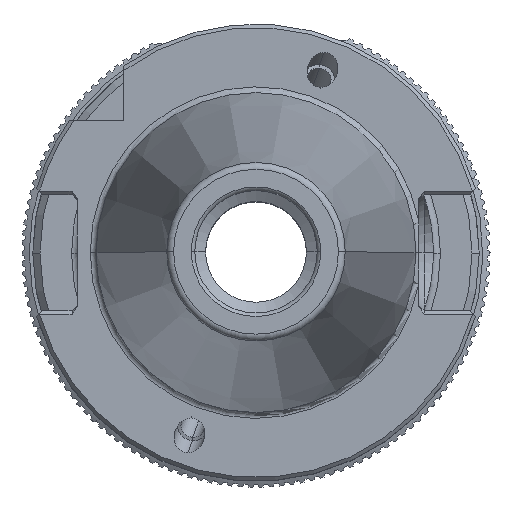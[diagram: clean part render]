
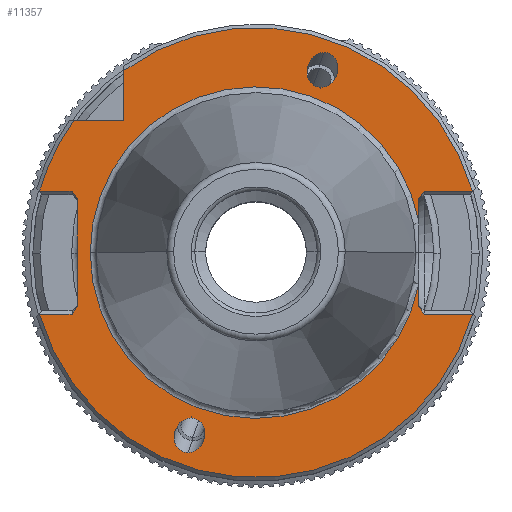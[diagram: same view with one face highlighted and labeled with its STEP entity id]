
A CAD part, top view. The second image highlights one B-rep face of the part: STEP entity #11357.
In plain terms, the highlighted planar face has unit normal (0, 0, 1).
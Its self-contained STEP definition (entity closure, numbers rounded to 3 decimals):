
#4813=EDGE_CURVE('NONE',#8755,#7469,#14220,.T.);
#4849=VERTEX_POINT('NONE',#14258);
#5003=EDGE_CURVE('NONE',#5359,#7305,#14430,.T.);
#5221=EDGE_CURVE('NONE',#5359,#14061,#14668,.T.);
#5359=VERTEX_POINT('NONE',#14815);
#5775=EDGE_CURVE('NONE',#12321,#13163,#15270,.T.);
#6325=VERTEX_POINT('NONE',#15868);
#7073=VERTEX_POINT('NONE',#16677);
#7261=EDGE_CURVE('NONE',#4849,#8503,#16880,.T.);
#7305=VERTEX_POINT('NONE',#16930);
#7469=VERTEX_POINT('NONE',#17107);
#7551=EDGE_CURVE('NONE',#12357,#11805,#17193,.T.);
#7571=EDGE_CURVE('NONE',#10057,#12517,#17213,.T.);
#7841=EDGE_CURVE('NONE',#11805,#14061,#17504,.T.);
#8283=EDGE_CURVE('NONE',#10957,#7469,#17980,.F.);
#8503=VERTEX_POINT('NONE',#18226);
#8617=VERTEX_POINT('NONE',#18348);
#8619=EDGE_CURVE('NONE',#12357,#11597,#18350,.T.);
#8755=VERTEX_POINT('NONE',#18504);
#8903=VERTEX_POINT('NONE',#18671);
#9483=EDGE_CURVE('NONE',#9639,#8617,#19300,.T.);
#9533=EDGE_CURVE('NONE',#12517,#10057,#19356,.F.);
#9545=EDGE_CURVE('NONE',#8755,#7305,#19369,.T.);
#9639=VERTEX_POINT('NONE',#19475);
#9951=EDGE_CURVE('NONE',#4849,#10957,#19811,.F.);
#10057=VERTEX_POINT('NONE',#19925);
#10323=VERTEX_POINT('NONE',#20213);
#10957=VERTEX_POINT('NONE',#20904);
#11111=EDGE_CURVE('NONE',#8617,#6325,#21079,.T.);
#11295=EDGE_CURVE('NONE',#8903,#12057,#21279,.T.);
#11357=ADVANCED_FACE('NONE',(#21345,#21346,#21347),#21348,.T.);
#11429=EDGE_CURVE('NONE',#10323,#7073,#21429,.T.);
#11597=VERTEX_POINT('NONE',#21612);
#11805=VERTEX_POINT('NONE',#21834);
#12057=VERTEX_POINT('NONE',#22111);
#12321=VERTEX_POINT('NONE',#22402);
#12357=VERTEX_POINT('NONE',#22444);
#12471=EDGE_CURVE('NONE',#6325,#7073,#22574,.T.);
#12517=VERTEX_POINT('NONE',#22623);
#12541=EDGE_CURVE('NONE',#11597,#8903,#22649,.T.);
#13163=VERTEX_POINT('NONE',#23335);
#13381=EDGE_CURVE('NONE',#13163,#12321,#23566,.F.);
#13585=EDGE_CURVE('NONE',#12057,#9639,#23786,.T.);
#13587=EDGE_CURVE('NONE',#10323,#8503,#23788,.T.);
#14061=VERTEX_POINT('NONE',#24293);
#14220=LINE('',#24561,#24562);
#14258=CARTESIAN_POINT('',(22.6,-4.403,-3.2));
#14430=LINE('',#24998,#24999);
#14668=CIRCLE('',#25649,31.25);
#14815=CARTESIAN_POINT('',(30.058,8.55,-3.2));
#15270=ELLIPSE('',#27081,2.45,2.1);
#15868=CARTESIAN_POINT('',(-30.058,-8.55,-3.2));
#16677=CARTESIAN_POINT('',(30.058,-8.55,-3.2));
#16880=LINE('',#30961,#30962);
#16930=CARTESIAN_POINT('',(23.35,8.55,-3.2));
#17107=CARTESIAN_POINT('',(22.6,4.403,-3.2));
#17193=LINE('',#31627,#31628);
#17213=ELLIPSE('',#31684,2.45,2.1);
#17504=LINE('',#32359,#32360);
#17980=CIRCLE('',#33452,23.025);
#18226=CARTESIAN_POINT('',(22.6,-7.489,-3.2));
#18348=CARTESIAN_POINT('',(-25.55,-8.55,-3.2));
#18350=CIRCLE('',#34141,31.25);
#18504=CARTESIAN_POINT('',(22.6,7.489,-3.2));
#18671=CARTESIAN_POINT('',(-25.55,8.55,-3.2));
#19300=LINE('',#36131,#36132);
#19356=ELLIPSE('',#36239,2.45,2.1);
#19369=LINE('',#36257,#36258);
#19475=CARTESIAN_POINT('',(-24.8,-7.489,-3.2));
#19811=CIRCLE('',#37168,23.025);
#19925=CARTESIAN_POINT('',(-9.022,-22.96,-3.2));
#20213=CARTESIAN_POINT('',(23.35,-8.55,-3.2));
#20904=CARTESIAN_POINT('',(-23.025,0.,-3.2));
#21079=LINE('',#40076,#40077);
#21279=LINE('',#40531,#40532);
#21345=FACE_OUTER_BOUND('',#40693,.T.);
#21346=FACE_BOUND('',#40694,.T.);
#21347=FACE_BOUND('',#40695,.T.);
#21348=PLANE('',#40696);
#21429=LINE('',#40838,#40839);
#21612=CARTESIAN_POINT('',(-30.058,8.55,-3.2));
#21834=CARTESIAN_POINT('',(-18.35,18.35,-3.2));
#22111=CARTESIAN_POINT('',(-24.8,7.489,-3.2));
#22402=CARTESIAN_POINT('',(9.022,22.96,-3.2));
#22444=CARTESIAN_POINT('',(-25.295,18.35,-3.2));
#22574=CIRCLE('',#43334,31.25);
#22623=CARTESIAN_POINT('',(-9.447,-27.783,-3.2));
#22649=LINE('',#43519,#43520);
#23335=CARTESIAN_POINT('',(9.447,27.783,-3.2));
#23566=ELLIPSE('',#45879,2.45,2.1);
#23786=LINE('',#46390,#46391);
#23788=LINE('',#46394,#46395);
#24293=CARTESIAN_POINT('',(-18.35,25.295,-3.2));
#24561=CARTESIAN_POINT('',(22.6,-26.113,-3.2));
#24562=VECTOR('',#47676,1.0);
#24998=CARTESIAN_POINT('',(62.4,8.55,-3.2));
#24999=VECTOR('',#47903,1.0);
#25649=AXIS2_PLACEMENT_3D('',#48421,#48422,#48423);
#27081=AXIS2_PLACEMENT_3D('',#49048,#49049,#49050);
#30961=CARTESIAN_POINT('',(22.6,-26.113,-3.2));
#30962=VECTOR('',#50536,1.0);
#31627=CARTESIAN_POINT('',(-19.175,18.35,-3.2));
#31628=VECTOR('',#50802,1.0);
#31684=AXIS2_PLACEMENT_3D('',#50813,#50814,#50815);
#32359=CARTESIAN_POINT('',(-18.35,-16.938,-3.2));
#32360=VECTOR('',#51049,1.0);
#33452=AXIS2_PLACEMENT_3D('',#51481,#51482,#51483);
#34141=AXIS2_PLACEMENT_3D('',#51841,#51842,#51843);
#36131=CARTESIAN_POINT('',(-28.39,-12.566,-3.2));
#36132=VECTOR('',#52765,1.0);
#36239=AXIS2_PLACEMENT_3D('',#52834,#52835,#52836);
#36257=CARTESIAN_POINT('',(5.016,-17.379,-3.2));
#36258=VECTOR('',#52852,1.0);
#37168=AXIS2_PLACEMENT_3D('',#53251,#53252,#53253);
#40076=CARTESIAN_POINT('',(-30.6,-8.55,-3.2));
#40077=VECTOR('',#54856,1.0);
#40531=CARTESIAN_POINT('',(-3.771,-22.251,-3.2));
#40532=VECTOR('',#55052,1.0);
#40693=EDGE_LOOP('',(#55110,#55111,#55112,#55113,#55114,#55115,#55116,#55117,#55118,#55119,#55120,#55121,#55122,#55123,#55124,#55125,#55126,#55127));
#40694=EDGE_LOOP('',(#55128,#55129));
#40695=EDGE_LOOP('',(#55130,#55131));
#40696=AXIS2_PLACEMENT_3D('',#55132,#55133,#55134);
#40838=CARTESIAN_POINT('',(62.4,-8.55,-3.2));
#40839=VECTOR('',#55235,1.0);
#43334=AXIS2_PLACEMENT_3D('',#56376,#56377,#56378);
#43519=CARTESIAN_POINT('',(-30.6,8.55,-3.2));
#43520=VECTOR('',#56442,1.0);
#45879=AXIS2_PLACEMENT_3D('',#57471,#57472,#57473);
#46390=CARTESIAN_POINT('',(-24.8,-26.113,-3.2));
#46391=VECTOR('',#57664,1.0);
#46394=CARTESIAN_POINT('',(29.635,-17.438,-3.2));
#46395=VECTOR('',#57665,1.);
#47676=DIRECTION('',(0.,-1.0,0.0));
#47903=DIRECTION('',(-1.0,0.,0.0));
#48421=CARTESIAN_POINT('',(0.0,0.0,-3.2));
#48422=DIRECTION('',(-0.0,0.0,1.0));
#48423=DIRECTION('',(1.0,0.,0.0));
#49048=CARTESIAN_POINT('',(9.235,25.372,-3.2));
#49049=DIRECTION('',(-0.0,0.0,-1.0));
#49050=DIRECTION('',(-0.342,-0.94,0.0));
#50536=DIRECTION('',(0.,-1.0,0.0));
#50802=DIRECTION('',(1.0,0.,0.0));
#50813=CARTESIAN_POINT('',(-9.235,-25.372,-3.2));
#50814=DIRECTION('',(0.0,0.0,-1.0));
#50815=DIRECTION('',(0.342,0.94,0.0));
#51049=DIRECTION('',(0.,1.0,0.0));
#51481=CARTESIAN_POINT('',(0.0,0.0,-3.2));
#51482=DIRECTION('',(-0.0,0.0,1.0));
#51483=DIRECTION('',(0.0,1.0,0.0));
#51841=CARTESIAN_POINT('',(0.0,0.0,-3.2));
#51842=DIRECTION('',(-0.0,0.0,1.0));
#51843=DIRECTION('',(1.0,0.,0.0));
#52765=DIRECTION('',(-0.577,-0.816,0.0));
#52834=CARTESIAN_POINT('',(-9.235,-25.372,-3.2));
#52835=DIRECTION('',(-0.0,0.0,1.0));
#52836=DIRECTION('',(0.342,0.94,0.0));
#52852=DIRECTION('',(0.577,0.816,0.0));
#53251=CARTESIAN_POINT('',(0.0,0.0,-3.2));
#53252=DIRECTION('',(-0.0,0.0,1.0));
#53253=DIRECTION('',(0.0,1.0,0.0));
#54856=DIRECTION('',(-1.0,0.,0.0));
#55052=DIRECTION('',(0.577,-0.816,-0.0));
#55110=ORIENTED_EDGE('',*,*,#11111,.T.);
#55111=ORIENTED_EDGE('',*,*,#12471,.T.);
#55112=ORIENTED_EDGE('',*,*,#11429,.F.);
#55113=ORIENTED_EDGE('',*,*,#13587,.T.);
#55114=ORIENTED_EDGE('',*,*,#7261,.F.);
#55115=ORIENTED_EDGE('',*,*,#9951,.T.);
#55116=ORIENTED_EDGE('',*,*,#8283,.T.);
#55117=ORIENTED_EDGE('',*,*,#4813,.F.);
#55118=ORIENTED_EDGE('',*,*,#9545,.T.);
#55119=ORIENTED_EDGE('',*,*,#5003,.F.);
#55120=ORIENTED_EDGE('',*,*,#5221,.T.);
#55121=ORIENTED_EDGE('',*,*,#7841,.F.);
#55122=ORIENTED_EDGE('',*,*,#7551,.F.);
#55123=ORIENTED_EDGE('',*,*,#8619,.T.);
#55124=ORIENTED_EDGE('',*,*,#12541,.T.);
#55125=ORIENTED_EDGE('',*,*,#11295,.T.);
#55126=ORIENTED_EDGE('',*,*,#13585,.T.);
#55127=ORIENTED_EDGE('',*,*,#9483,.T.);
#55128=ORIENTED_EDGE('',*,*,#7571,.T.);
#55129=ORIENTED_EDGE('',*,*,#9533,.T.);
#55130=ORIENTED_EDGE('',*,*,#5775,.T.);
#55131=ORIENTED_EDGE('',*,*,#13381,.T.);
#55132=CARTESIAN_POINT('',(0.,-52.225,-3.2));
#55133=DIRECTION('',(0.0,0.0,1.0));
#55134=DIRECTION('',(-1.0,0.,0.0));
#55235=DIRECTION('',(1.0,0.,-0.0));
#56376=CARTESIAN_POINT('',(0.0,0.0,-3.2));
#56377=DIRECTION('',(-0.0,0.0,1.0));
#56378=DIRECTION('',(1.0,0.,0.0));
#56442=DIRECTION('',(1.0,0.,-0.0));
#57471=CARTESIAN_POINT('',(9.235,25.372,-3.2));
#57472=DIRECTION('',(0.0,0.0,1.0));
#57473=DIRECTION('',(-0.342,-0.94,0.0));
#57664=DIRECTION('',(0.,-1.0,0.0));
#57665=DIRECTION('',(-0.577,0.816,0.0));
